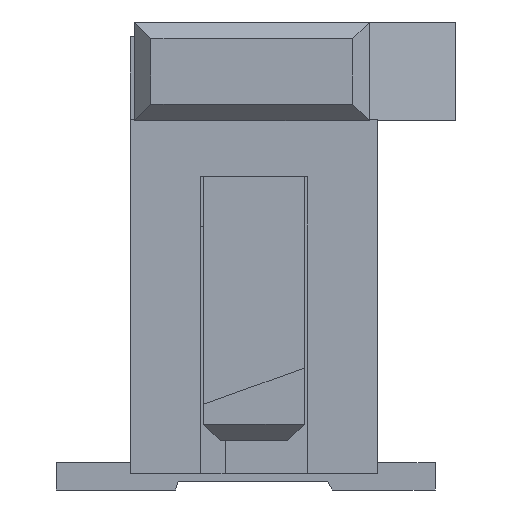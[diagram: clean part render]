
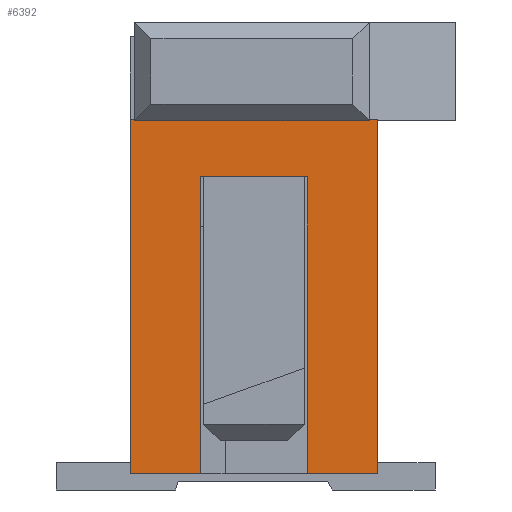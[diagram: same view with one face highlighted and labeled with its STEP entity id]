
A CAD part, left-side view. The second image highlights one B-rep face of the part: STEP entity #6392.
In plain terms, the highlighted planar face has unit normal (-1, 0, 0).
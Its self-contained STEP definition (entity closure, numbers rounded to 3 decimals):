
#146=DIRECTION('',(0.,1.,0.));
#147=VECTOR('',#146,0.1);
#148=CARTESIAN_POINT('',(-6.8,-1.5,0.));
#149=LINE('',#148,#147);
#218=DIRECTION('',(0.,1.,0.));
#219=VECTOR('',#218,0.05);
#220=CARTESIAN_POINT('',(-6.8,1.45,0.));
#221=LINE('',#220,#219);
#978=DIRECTION('',(0.,0.,1.));
#979=VECTOR('',#978,4.3);
#980=CARTESIAN_POINT('',(-6.8,-1.5,-4.3));
#981=LINE('',#980,#979);
#1392=DIRECTION('',(0.,1.,0.));
#1393=VECTOR('',#1392,0.85);
#1394=CARTESIAN_POINT('',(-6.8,0.65,-4.3));
#1395=LINE('',#1394,#1393);
#1416=DIRECTION('',(0.,1.,0.));
#1417=VECTOR('',#1416,0.85);
#1418=CARTESIAN_POINT('',(-6.8,-1.5,-4.3));
#1419=LINE('',#1418,#1417);
#1696=DIRECTION('',(0.,-1.,0.));
#1697=VECTOR('',#1696,2.85);
#1698=CARTESIAN_POINT('',(-6.8,1.45,-0.02));
#1699=LINE('',#1698,#1697);
#1700=DIRECTION('',(0.,0.,1.));
#1701=VECTOR('',#1700,0.02);
#1702=CARTESIAN_POINT('',(-6.8,-1.4,-0.02));
#1703=LINE('',#1702,#1701);
#1704=DIRECTION('',(0.,0.,1.));
#1705=VECTOR('',#1704,3.6);
#1706=CARTESIAN_POINT('',(-6.8,-0.65,-4.3));
#1707=LINE('',#1706,#1705);
#1708=DIRECTION('',(0.,1.,0.));
#1709=VECTOR('',#1708,1.3);
#1710=CARTESIAN_POINT('',(-6.8,-0.65,-0.7));
#1711=LINE('',#1710,#1709);
#1712=DIRECTION('',(0.,0.,1.));
#1713=VECTOR('',#1712,3.6);
#1714=CARTESIAN_POINT('',(-6.8,0.65,-4.3));
#1715=LINE('',#1714,#1713);
#1716=DIRECTION('',(0.,0.,1.));
#1717=VECTOR('',#1716,4.3);
#1718=CARTESIAN_POINT('',(-6.8,1.5,-4.3));
#1719=LINE('',#1718,#1717);
#1720=DIRECTION('',(0.,0.,1.));
#1721=VECTOR('',#1720,0.02);
#1722=CARTESIAN_POINT('',(-6.8,1.45,-0.02));
#1723=LINE('',#1722,#1721);
#3454=CARTESIAN_POINT('',(-6.8,1.5,-4.3));
#3455=CARTESIAN_POINT('',(-6.8,1.5,0.));
#3456=VERTEX_POINT('',#3454);
#3457=VERTEX_POINT('',#3455);
#3458=CARTESIAN_POINT('',(-6.8,-1.5,-4.3));
#3459=CARTESIAN_POINT('',(-6.8,-1.5,0.));
#3460=VERTEX_POINT('',#3458);
#3461=VERTEX_POINT('',#3459);
#3519=CARTESIAN_POINT('',(-6.8,0.65,-4.3));
#3521=VERTEX_POINT('',#3519);
#3526=CARTESIAN_POINT('',(-6.8,-0.65,-4.3));
#3527=VERTEX_POINT('',#3526);
#3538=CARTESIAN_POINT('',(-6.8,0.65,-0.7));
#3539=VERTEX_POINT('',#3538);
#3540=CARTESIAN_POINT('',(-6.8,-0.65,-0.7));
#3541=VERTEX_POINT('',#3540);
#3666=CARTESIAN_POINT('',(-6.8,1.45,-0.02));
#3667=CARTESIAN_POINT('',(-6.8,-1.4,-0.02));
#3668=VERTEX_POINT('',#3666);
#3669=VERTEX_POINT('',#3667);
#3670=CARTESIAN_POINT('',(-6.8,-1.4,0.));
#3671=VERTEX_POINT('',#3670);
#3672=CARTESIAN_POINT('',(-6.8,1.45,0.));
#3673=VERTEX_POINT('',#3672);
#6369=CARTESIAN_POINT('',(-6.8,1.5,0.));
#6370=DIRECTION('',(-1.,0.,0.));
#6371=DIRECTION('',(0.,-1.,0.));
#6372=AXIS2_PLACEMENT_3D('',#6369,#6370,#6371);
#6373=PLANE('',#6372);
#6374=ORIENTED_EDGE('',*,*,#4882,.T.);
#6375=ORIENTED_EDGE('',*,*,#4705,.T.);
#6376=ORIENTED_EDGE('',*,*,#4557,.F.);
#6377=ORIENTED_EDGE('',*,*,#5596,.F.);
#6378=ORIENTED_EDGE('',*,*,#6058,.T.);
#6380=ORIENTED_EDGE('',*,*,#6379,.T.);
#6382=ORIENTED_EDGE('',*,*,#6381,.T.);
#6384=ORIENTED_EDGE('',*,*,#6383,.F.);
#6385=ORIENTED_EDGE('',*,*,#6046,.T.);
#6387=ORIENTED_EDGE('',*,*,#6386,.T.);
#6388=ORIENTED_EDGE('',*,*,#4633,.F.);
#6389=ORIENTED_EDGE('',*,*,#6330,.F.);
#6390=EDGE_LOOP('',(#6374,#6375,#6376,#6377,#6378,#6380,#6382,#6384,#6385,#6387,
#6388,#6389));
#6391=FACE_OUTER_BOUND('',#6390,.F.);
#4557=EDGE_CURVE('',#3461,#3671,#149,.T.);
#4633=EDGE_CURVE('',#3673,#3457,#221,.T.);
#4705=EDGE_CURVE('',#3669,#3671,#1703,.T.);
#4882=EDGE_CURVE('',#3668,#3669,#1699,.T.);
#5596=EDGE_CURVE('',#3460,#3461,#981,.T.);
#6046=EDGE_CURVE('',#3521,#3456,#1395,.T.);
#6058=EDGE_CURVE('',#3460,#3527,#1419,.T.);
#6330=EDGE_CURVE('',#3668,#3673,#1723,.T.);
#6379=EDGE_CURVE('',#3527,#3541,#1707,.T.);
#6381=EDGE_CURVE('',#3541,#3539,#1711,.T.);
#6383=EDGE_CURVE('',#3521,#3539,#1715,.T.);
#6386=EDGE_CURVE('',#3456,#3457,#1719,.T.);
#6392=ADVANCED_FACE('',(#6391),#6373,.T.);
